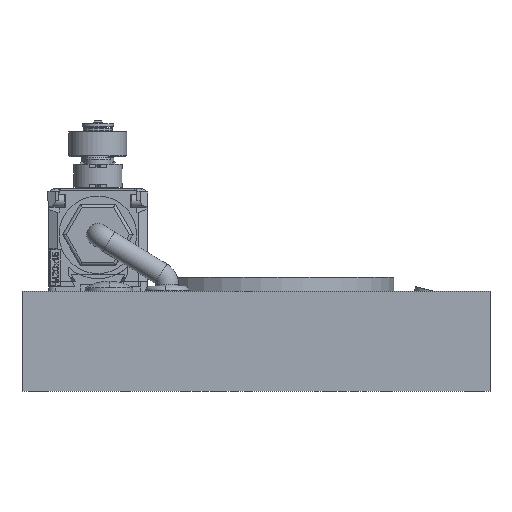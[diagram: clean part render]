
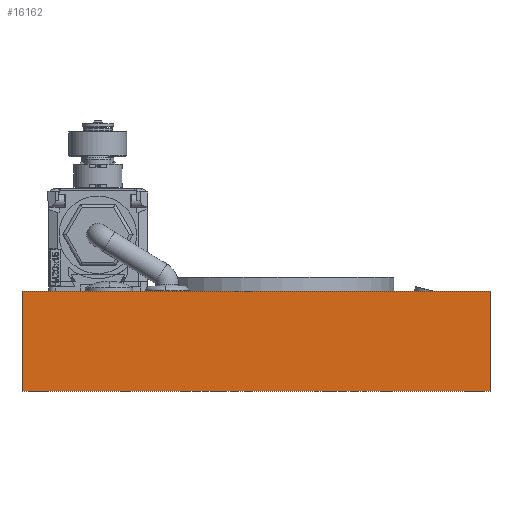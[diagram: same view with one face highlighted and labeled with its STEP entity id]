
A CAD part, front view. The second image highlights one B-rep face of the part: STEP entity #16162.
In plain terms, the highlighted planar face has unit normal (0, -1, 0).
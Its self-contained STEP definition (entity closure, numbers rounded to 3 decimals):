
#1027=PLANE('',#16740);
#1425=LINE('',#22183,#3138);
#1431=LINE('',#22194,#3144);
#1434=LINE('',#22201,#3147);
#1436=LINE('',#22204,#3149);
#3138=VECTOR('',#18127,145.);
#3144=VECTOR('',#18137,31.);
#3147=VECTOR('',#18144,31.);
#3149=VECTOR('',#18148,145.);
#4975=FACE_OUTER_BOUND('',#5441,.T.);
#5441=EDGE_LOOP('',(#12692,#12693,#12694,#12695));
#6888=VERTEX_POINT('',#22180);
#6889=VERTEX_POINT('',#22182);
#6892=VERTEX_POINT('',#22192);
#6894=VERTEX_POINT('',#22200);
#9594=EDGE_CURVE('',#6889,#6888,#1425,.T.);
#9600=EDGE_CURVE('',#6892,#6888,#1431,.T.);
#9603=EDGE_CURVE('',#6894,#6889,#1434,.T.);
#9605=EDGE_CURVE('',#6892,#6894,#1436,.T.);
#12692=ORIENTED_EDGE('',*,*,#9600,.F.);
#12693=ORIENTED_EDGE('',*,*,#9605,.T.);
#12694=ORIENTED_EDGE('',*,*,#9603,.T.);
#12695=ORIENTED_EDGE('',*,*,#9594,.T.);
#16162=ADVANCED_FACE('',(#4975),#1027,.T.);
#16740=AXIS2_PLACEMENT_3D('',#22203,#18146,#18147);
#18127=DIRECTION('',(-1.,0.,0.));
#18137=DIRECTION('',(0.,0.,1.));
#18144=DIRECTION('',(0.,0.,1.));
#18146=DIRECTION('center_axis',(0.,-1.,0.));
#18147=DIRECTION('ref_axis',(0.,0.,-1.));
#18148=DIRECTION('',(1.,0.,0.));
#22180=CARTESIAN_POINT('',(-72.5,-42.5,31.));
#22182=CARTESIAN_POINT('',(72.5,-42.5,31.));
#22183=CARTESIAN_POINT('',(-72.5,-42.5,31.));
#22192=CARTESIAN_POINT('',(-72.5,-42.5,0.));
#22194=CARTESIAN_POINT('',(-72.5,-42.5,0.));
#22200=CARTESIAN_POINT('',(72.5,-42.5,0.));
#22201=CARTESIAN_POINT('',(72.5,-42.5,0.));
#22203=CARTESIAN_POINT('Origin',(72.5,-42.5,0.));
#22204=CARTESIAN_POINT('',(-72.5,-42.5,0.));
